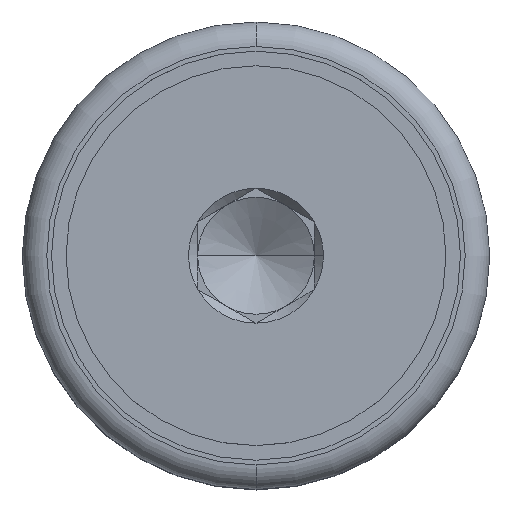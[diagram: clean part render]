
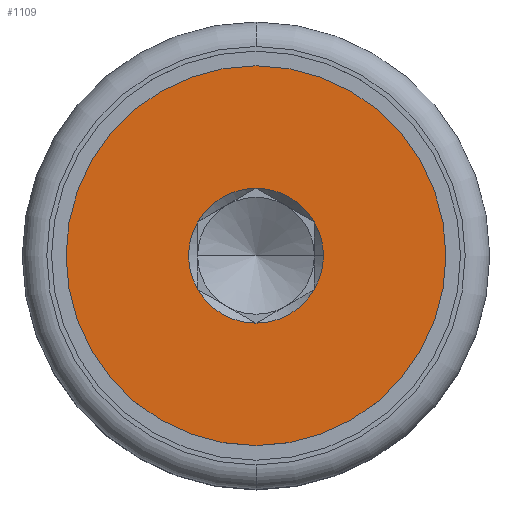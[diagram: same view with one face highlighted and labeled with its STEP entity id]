
A CAD part, top view. The second image highlights one B-rep face of the part: STEP entity #1109.
In plain terms, the highlighted planar face has unit normal (0, 0, 1).
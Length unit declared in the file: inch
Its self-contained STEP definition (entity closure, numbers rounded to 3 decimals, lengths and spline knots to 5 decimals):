
#4 = DIRECTION ( 'NONE',  ( 1., 0., 0. ) ) ;
#19 = CARTESIAN_POINT ( 'NONE',  ( 0., 0., 0. ) ) ;
#62 = VERTEX_POINT ( 'NONE', #1245 ) ;
#84 = EDGE_CURVE ( 'NONE', #963, #2726, #3039, .T. ) ;
#207 = CIRCLE ( 'NONE', #651, 0.07217 ) ;
#255 = DIRECTION ( 'NONE',  ( 0., 0., 1. ) ) ;
#266 = ORIENTED_EDGE ( 'NONE', *, *, #1799, .T. ) ;
#290 = ORIENTED_EDGE ( 'NONE', *, *, #495, .F. ) ;
#298 = DIRECTION ( 'NONE',  ( 1., 0., 0. ) ) ;
#334 = EDGE_CURVE ( 'NONE', #746, #1838, #2203, .T. ) ;
#373 = CARTESIAN_POINT ( 'NONE',  ( 0., 0., 0. ) ) ;
#412 = CARTESIAN_POINT ( 'NONE',  ( -0.0625, -0.03608, 0. ) ) ;
#457 = ORIENTED_EDGE ( 'NONE', *, *, #814, .F. ) ;
#495 = EDGE_CURVE ( 'NONE', #1300, #62, #2050, .T. ) ;
#540 = DIRECTION ( 'NONE',  ( 0., 0., 1. ) ) ;
#547 = DIRECTION ( 'NONE',  ( 0., 0., 1. ) ) ;
#552 = CARTESIAN_POINT ( 'NONE',  ( -0.20313, 0., 0. ) ) ;
#557 = CIRCLE ( 'NONE', #1770, 0.07217 ) ;
#576 = AXIS2_PLACEMENT_3D ( 'NONE', #2415, #968, #2649 ) ;
#603 = FACE_BOUND ( 'NONE', #2771, .T. ) ;
#651 = AXIS2_PLACEMENT_3D ( 'NONE', #19, #1859, #298 ) ;
#671 = AXIS2_PLACEMENT_3D ( 'NONE', #2048, #540, #2275 ) ;
#746 = VERTEX_POINT ( 'NONE', #1337 ) ;
#757 = ORIENTED_EDGE ( 'NONE', *, *, #2665, .F. ) ;
#785 = VERTEX_POINT ( 'NONE', #1603 ) ;
#798 = ORIENTED_EDGE ( 'NONE', *, *, #1590, .F. ) ;
#804 = DIRECTION ( 'NONE',  ( 1., 0., 0. ) ) ;
#814 = EDGE_CURVE ( 'NONE', #62, #963, #2861, .T. ) ;
#815 = DIRECTION ( 'NONE',  ( 0., 0., 1. ) ) ;
#840 = EDGE_LOOP ( 'NONE', ( #3079, #266 ) ) ;
#845 = CARTESIAN_POINT ( 'NONE',  ( -0.0625, 0.03608, 0. ) ) ;
#847 = DIRECTION ( 'NONE',  ( 0., 0., 1. ) ) ;
#963 = VERTEX_POINT ( 'NONE', #2800 ) ;
#968 = DIRECTION ( 'NONE',  ( 0., 0., 1. ) ) ;
#978 = CARTESIAN_POINT ( 'NONE',  ( 0., 0., 0. ) ) ;
#1005 = DIRECTION ( 'NONE',  ( 0., 0., 1. ) ) ;
#1019 = CIRCLE ( 'NONE', #671, 0.07217 ) ;
#1109 = ADVANCED_FACE ( 'NONE', ( #603, #1878 ), #2842, .T. ) ;
#1206 = DIRECTION ( 'NONE',  ( 0., 0., 1. ) ) ;
#1245 = CARTESIAN_POINT ( 'NONE',  ( 0.0625, 0.03608, 0. ) ) ;
#1300 = VERTEX_POINT ( 'NONE', #1676 ) ;
#1337 = CARTESIAN_POINT ( 'NONE',  ( 0., -0.07217, 0. ) ) ;
#1469 = VERTEX_POINT ( 'NONE', #412 ) ;
#1511 = AXIS2_PLACEMENT_3D ( 'NONE', #2307, #847, #2540 ) ;
#1590 = EDGE_CURVE ( 'NONE', #1469, #746, #557, .T. ) ;
#1603 = CARTESIAN_POINT ( 'NONE',  ( 0.20313, 0., 0. ) ) ;
#1610 = DIRECTION ( 'NONE',  ( 0., 0., 1. ) ) ;
#1676 = CARTESIAN_POINT ( 'NONE',  ( 0.07217, 0., 0. ) ) ;
#1770 = AXIS2_PLACEMENT_3D ( 'NONE', #2450, #1005, #2682 ) ;
#1799 = EDGE_CURVE ( 'NONE', #2693, #785, #2166, .T. ) ;
#1816 = CARTESIAN_POINT ( 'NONE',  ( 0., 0., 0. ) ) ;
#1827 = CARTESIAN_POINT ( 'NONE',  ( 0.0625, -0.03608, 0. ) ) ;
#1836 = EDGE_CURVE ( 'NONE', #1838, #1300, #1019, .T. ) ;
#1838 = VERTEX_POINT ( 'NONE', #1827 ) ;
#1859 = DIRECTION ( 'NONE',  ( 0., 0., 1. ) ) ;
#1878 = FACE_OUTER_BOUND ( 'NONE', #840, .T. ) ;
#2040 = DIRECTION ( 'NONE',  ( 1., 0., 0. ) ) ;
#2048 = CARTESIAN_POINT ( 'NONE',  ( 0., 0., 0. ) ) ;
#2050 = CIRCLE ( 'NONE', #576, 0.07217 ) ;
#2166 = CIRCLE ( 'NONE', #3158, 0.20313 ) ;
#2201 = EDGE_CURVE ( 'NONE', #785, #2693, #2260, .T. ) ;
#2203 = CIRCLE ( 'NONE', #2927, 0.07217 ) ;
#2260 = CIRCLE ( 'NONE', #1511, 0.20313 ) ;
#2275 = DIRECTION ( 'NONE',  ( 1., 0., 0. ) ) ;
#2277 = DIRECTION ( 'NONE',  ( 0., -1., 0. ) ) ;
#2307 = CARTESIAN_POINT ( 'NONE',  ( 0., 0., 0. ) ) ;
#2415 = CARTESIAN_POINT ( 'NONE',  ( 0., 0., 0. ) ) ;
#2450 = CARTESIAN_POINT ( 'NONE',  ( 0., 0., 0. ) ) ;
#2540 = DIRECTION ( 'NONE',  ( 1., 0., 0. ) ) ;
#2554 = AXIS2_PLACEMENT_3D ( 'NONE', #2623, #1206, #2867 ) ;
#2622 = ORIENTED_EDGE ( 'NONE', *, *, #84, .F. ) ;
#2623 = CARTESIAN_POINT ( 'NONE',  ( 0., 0., 0. ) ) ;
#2649 = DIRECTION ( 'NONE',  ( 1., 0., 0. ) ) ;
#2665 = EDGE_CURVE ( 'NONE', #2726, #1469, #207, .T. ) ;
#2682 = DIRECTION ( 'NONE',  ( 1., 0., 0. ) ) ;
#2693 = VERTEX_POINT ( 'NONE', #552 ) ;
#2726 = VERTEX_POINT ( 'NONE', #845 ) ;
#2771 = EDGE_LOOP ( 'NONE', ( #3000, #798, #757, #2622, #457, #290, #2979 ) ) ;
#2800 = CARTESIAN_POINT ( 'NONE',  ( 0., 0.07217, 0. ) ) ;
#2842 = PLANE ( 'NONE',  #3124 ) ;
#2861 = CIRCLE ( 'NONE', #2554, 0.07217 ) ;
#2867 = DIRECTION ( 'NONE',  ( 1., 0., 0. ) ) ;
#2927 = AXIS2_PLACEMENT_3D ( 'NONE', #2986, #1610, #4 ) ;
#2979 = ORIENTED_EDGE ( 'NONE', *, *, #1836, .F. ) ;
#2986 = CARTESIAN_POINT ( 'NONE',  ( 0., 0., 0. ) ) ;
#2994 = AXIS2_PLACEMENT_3D ( 'NONE', #978, #815, #804 ) ;
#3000 = ORIENTED_EDGE ( 'NONE', *, *, #334, .F. ) ;
#3039 = CIRCLE ( 'NONE', #2994, 0.07217 ) ;
#3079 = ORIENTED_EDGE ( 'NONE', *, *, #2201, .T. ) ;
#3124 = AXIS2_PLACEMENT_3D ( 'NONE', #373, #547, #2277 ) ;
#3158 = AXIS2_PLACEMENT_3D ( 'NONE', #1816, #255, #2040 ) ;
